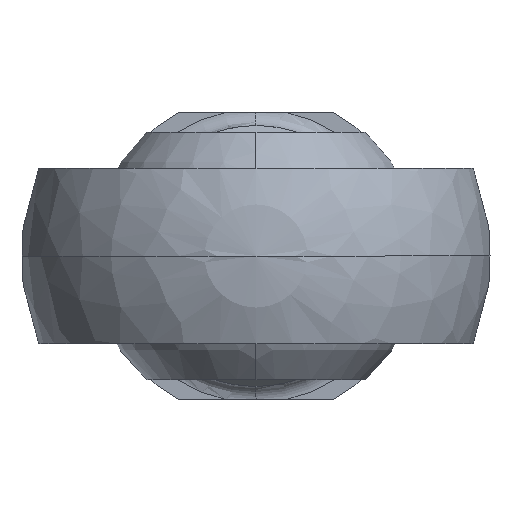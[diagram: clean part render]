
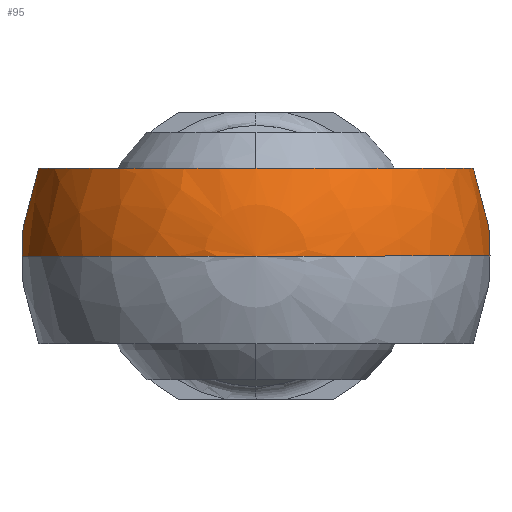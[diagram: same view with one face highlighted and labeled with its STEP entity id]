
A CAD part, left-side view. The second image highlights one B-rep face of the part: STEP entity #95.
In plain terms, the highlighted spherical face has radius 18 mm.
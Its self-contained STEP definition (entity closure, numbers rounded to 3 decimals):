
#95=ADVANCED_FACE('',(#231),#232,.T.);
#231=FACE_OUTER_BOUND('',#416,.T.);
#232=SPHERICAL_SURFACE('',#417,18.0);
#416=EDGE_LOOP('',(#626,#627,#628,#629,#630));
#417=AXIS2_PLACEMENT_3D('',#631,#632,#633);
#626=ORIENTED_EDGE('',*,*,#1067,.F.);
#627=ORIENTED_EDGE('',*,*,#1068,.F.);
#628=ORIENTED_EDGE('',*,*,#1069,.F.);
#629=ORIENTED_EDGE('',*,*,#1070,.T.);
#630=ORIENTED_EDGE('',*,*,#1071,.F.);
#631=CARTESIAN_POINT('',(0.,0.,0.0));
#632=DIRECTION('',(1.0,-0.0,-0.0));
#633=DIRECTION('',(0.0,1.0,0.0));
#1067=EDGE_CURVE('',#1268,#1269,#1270,.T.);
#1068=EDGE_CURVE('',#1271,#1268,#1272,.T.);
#1069=EDGE_CURVE('',#1273,#1271,#1274,.T.);
#1070=EDGE_CURVE('',#1273,#1275,#1276,.F.);
#1071=EDGE_CURVE('',#1269,#1275,#1277,.T.);
#1268=VERTEX_POINT('',#1529);
#1269=VERTEX_POINT('',#1530);
#1270=CIRCLE('',#1531,18.0);
#1271=VERTEX_POINT('',#1532);
#1272=CIRCLE('',#1533,18.0);
#1273=VERTEX_POINT('',#1534);
#1274=CIRCLE('',#1535,16.407);
#1275=VERTEX_POINT('',#1536);
#1276=CIRCLE('',#1537,16.686);
#1277=CIRCLE('',#1538,16.407);
#1529=CARTESIAN_POINT('',(-18.0,0.,0.0));
#1530=CARTESIAN_POINT('',(7.404,16.407,0.));
#1531=AXIS2_PLACEMENT_3D('',#1896,#1897,#1898);
#1532=CARTESIAN_POINT('',(7.404,-16.407,0.));
#1533=AXIS2_PLACEMENT_3D('',#1899,#1900,#1901);
#1534=CARTESIAN_POINT('',(7.404,-14.954,6.75));
#1535=AXIS2_PLACEMENT_3D('',#1902,#1903,#1904);
#1536=CARTESIAN_POINT('',(7.404,14.954,6.75));
#1537=AXIS2_PLACEMENT_3D('',#1905,#1906,#1907);
#1538=AXIS2_PLACEMENT_3D('',#1908,#1909,#1910);
#1896=CARTESIAN_POINT('',(0.,0.,0.0));
#1897=DIRECTION('',(-0.0,0.,-1.0));
#1898=DIRECTION('',(0.0,-1.0,0.));
#1899=CARTESIAN_POINT('',(0.,0.,0.0));
#1900=DIRECTION('',(-0.0,0.,-1.0));
#1901=DIRECTION('',(0.0,-1.0,0.));
#1902=CARTESIAN_POINT('',(7.404,0.0,0.0));
#1903=DIRECTION('',(1.0,0.0,-0.0));
#1904=DIRECTION('',(-0.0,0.0,-1.0));
#1905=CARTESIAN_POINT('',(0.,0.,6.75));
#1906=DIRECTION('',(0.0,-0.0,1.0));
#1907=DIRECTION('',(1.0,0.0,-0.0));
#1908=CARTESIAN_POINT('',(7.404,0.0,0.0));
#1909=DIRECTION('',(1.0,0.0,-0.0));
#1910=DIRECTION('',(-0.0,0.0,-1.0));
